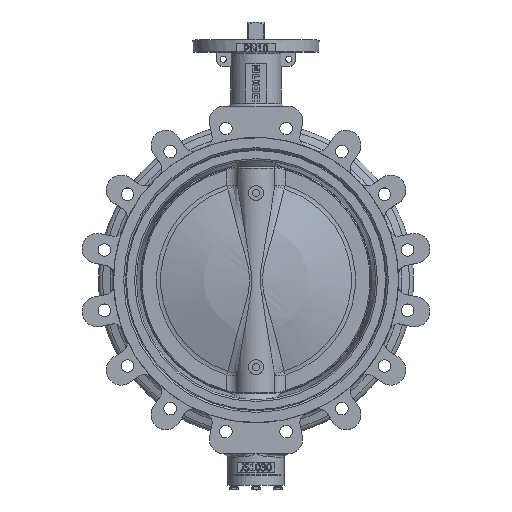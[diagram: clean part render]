
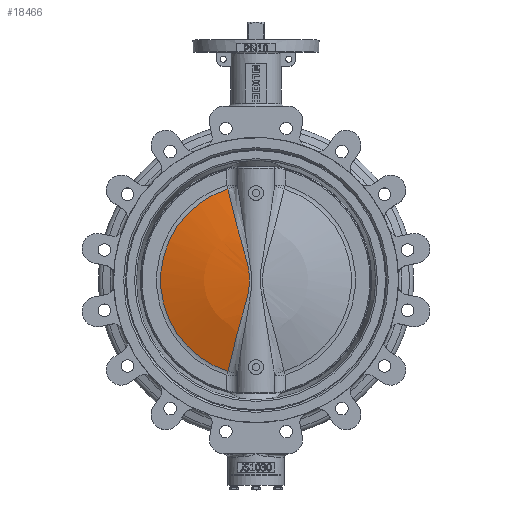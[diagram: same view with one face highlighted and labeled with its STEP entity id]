
A CAD part, top view. The second image highlights one B-rep face of the part: STEP entity #18466.
In plain terms, the highlighted spherical face has radius 475 mm.
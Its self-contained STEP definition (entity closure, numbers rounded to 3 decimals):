
#295=SPHERICAL_SURFACE('',#19701,475.);
#2767=B_SPLINE_CURVE_WITH_KNOTS('',3,(#29006,#29007,#29008,#29009,#29010,
#29011,#29012,#29013,#29014,#29015,#29016,#29017,#29018,#29019,#29020,#29021,
#29022,#29023,#29024,#29025,#29026,#29027,#29028,#29029,#29030,#29031,#29032,
#29033,#29034,#29035,#29036,#29037,#29038,#29039,#29040,#29041,#29042,#29043,
#29044,#29045,#29046,#29047,#29048,#29049,#29050,#29051,#29052,#29053,#29054,
#29055,#29056,#29057,#29058,#29059,#29060,#29061,#29062,#29063,#29064,#29065,
#29066,#29067,#29068,#29069,#29070,#29071,#29072,#29073,#29074,#29075,#29076,
#29077,#29078,#29079,#29080,#29081),.UNSPECIFIED.,.F.,.F.,(4,3,3,3,3,3,
3,3,3,3,3,3,3,3,3,3,3,3,3,3,3,3,3,3,3,4),(0.,0.125,0.188,0.25,0.313,0.344,
0.375,0.406,0.438,0.461,0.469,0.486,0.489,
0.5,0.516,0.531,0.555,0.563,0.594,0.625,0.656,0.688,
0.75,0.813,0.875,1.),.UNSPECIFIED.);
#4089=FACE_OUTER_BOUND('',#5183,.T.);
#5183=EDGE_LOOP('',(#12062,#12063));
#6432=CIRCLE('',#19702,158.849);
#7270=VERTEX_POINT('',#29003);
#7271=VERTEX_POINT('',#29004);
#9136=EDGE_CURVE('',#7270,#7271,#6432,.F.);
#9137=EDGE_CURVE('',#7271,#7270,#2767,.T.);
#12062=ORIENTED_EDGE('',*,*,#9136,.T.);
#12063=ORIENTED_EDGE('',*,*,#9137,.T.);
#18466=ADVANCED_FACE('',(#4089),#295,.T.);
#19701=AXIS2_PLACEMENT_3D('',#29002,#21730,#21731);
#19702=AXIS2_PLACEMENT_3D('',#29005,#21732,#21733);
#21730=DIRECTION('center_axis',(0.,0.,1.));
#21731=DIRECTION('ref_axis',(1.,0.,0.));
#21732=DIRECTION('center_axis',(0.,0.,-1.));
#21733=DIRECTION('ref_axis',(-1.,0.,0.));
#29002=CARTESIAN_POINT('Origin',(0.,0.,-441.));
#29003=CARTESIAN_POINT('',(-46.762,151.81,6.652));
#29004=CARTESIAN_POINT('',(-46.762,-151.81,6.652));
#29005=CARTESIAN_POINT('Origin',(0.,0.,6.652));
#29006=CARTESIAN_POINT('Ctrl Pts',(-46.762,-151.81,
6.652));
#29007=CARTESIAN_POINT('Ctrl Pts',(-44.424,-139.353,
11.12));
#29008=CARTESIAN_POINT('Ctrl Pts',(-41.563,-126.901,
15.039));
#29009=CARTESIAN_POINT('Ctrl Pts',(-38.373,-114.405,
18.417));
#29010=CARTESIAN_POINT('Ctrl Pts',(-36.778,-108.158,
20.106));
#29011=CARTESIAN_POINT('Ctrl Pts',(-35.1,-101.899,
21.66));
#29012=CARTESIAN_POINT('Ctrl Pts',(-33.362,-95.624,23.078));
#29013=CARTESIAN_POINT('Ctrl Pts',(-31.624,-89.348,
24.496));
#29014=CARTESIAN_POINT('Ctrl Pts',(-29.825,-83.056,
25.778));
#29015=CARTESIAN_POINT('Ctrl Pts',(-27.994,-76.74,
26.923));
#29016=CARTESIAN_POINT('Ctrl Pts',(-26.164,-70.424,
28.069));
#29017=CARTESIAN_POINT('Ctrl Pts',(-24.3,-64.083,
29.077));
#29018=CARTESIAN_POINT('Ctrl Pts',(-22.45,-57.706,
29.947));
#29019=CARTESIAN_POINT('Ctrl Pts',(-21.525,-54.518,
30.382));
#29020=CARTESIAN_POINT('Ctrl Pts',(-20.603,-51.318,
30.782));
#29021=CARTESIAN_POINT('Ctrl Pts',(-19.696,-48.111,31.147));
#29022=CARTESIAN_POINT('Ctrl Pts',(-18.79,-44.903,
31.511));
#29023=CARTESIAN_POINT('Ctrl Pts',(-17.898,-41.688,
31.84));
#29024=CARTESIAN_POINT('Ctrl Pts',(-17.039,-38.462,
32.134));
#29025=CARTESIAN_POINT('Ctrl Pts',(-16.179,-35.236,
32.427));
#29026=CARTESIAN_POINT('Ctrl Pts',(-15.351,-31.998,
32.684));
#29027=CARTESIAN_POINT('Ctrl Pts',(-14.581,-28.741,
32.905));
#29028=CARTESIAN_POINT('Ctrl Pts',(-13.812,-25.485,
33.127));
#29029=CARTESIAN_POINT('Ctrl Pts',(-13.101,-22.209,33.311));
#29030=CARTESIAN_POINT('Ctrl Pts',(-12.499,-18.924,
33.458));
#29031=CARTESIAN_POINT('Ctrl Pts',(-12.043,-16.44,
33.569));
#29032=CARTESIAN_POINT('Ctrl Pts',(-11.649,-13.948,
33.659));
#29033=CARTESIAN_POINT('Ctrl Pts',(-11.341,-11.445,
33.727));
#29034=CARTESIAN_POINT('Ctrl Pts',(-11.242,-10.637,
33.748));
#29035=CARTESIAN_POINT('Ctrl Pts',(-11.152,-9.828,
33.768));
#29036=CARTESIAN_POINT('Ctrl Pts',(-11.071,-9.018,
33.785));
#29037=CARTESIAN_POINT('Ctrl Pts',(-10.891,-7.202,
33.824));
#29038=CARTESIAN_POINT('Ctrl Pts',(-10.767,-5.361,
33.851));
#29039=CARTESIAN_POINT('Ctrl Pts',(-10.688,-3.545,
33.867));
#29040=CARTESIAN_POINT('Ctrl Pts',(-10.673,-3.201,
33.869));
#29041=CARTESIAN_POINT('Ctrl Pts',(-10.66,-2.856,
33.872));
#29042=CARTESIAN_POINT('Ctrl Pts',(-10.65,-2.508,
33.874));
#29043=CARTESIAN_POINT('Ctrl Pts',(-10.616,-1.338,
33.881));
#29044=CARTESIAN_POINT('Ctrl Pts',(-10.606,-0.165,
33.883));
#29045=CARTESIAN_POINT('Ctrl Pts',(-10.619,1.012,33.88));
#29046=CARTESIAN_POINT('Ctrl Pts',(-10.639,2.695,33.876));
#29047=CARTESIAN_POINT('Ctrl Pts',(-10.708,4.379,33.862));
#29048=CARTESIAN_POINT('Ctrl Pts',(-10.823,6.06,33.838));
#29049=CARTESIAN_POINT('Ctrl Pts',(-10.938,7.74,33.814));
#29050=CARTESIAN_POINT('Ctrl Pts',(-11.098,9.415,33.78));
#29051=CARTESIAN_POINT('Ctrl Pts',(-11.296,11.075,33.736));
#29052=CARTESIAN_POINT('Ctrl Pts',(-11.598,13.598,33.67));
#29053=CARTESIAN_POINT('Ctrl Pts',(-11.986,16.095,33.583));
#29054=CARTESIAN_POINT('Ctrl Pts',(-12.435,18.573,33.474));
#29055=CARTESIAN_POINT('Ctrl Pts',(-12.577,19.357,33.439));
#29056=CARTESIAN_POINT('Ctrl Pts',(-12.725,20.14,33.403));
#29057=CARTESIAN_POINT('Ctrl Pts',(-12.878,20.921,33.364));
#29058=CARTESIAN_POINT('Ctrl Pts',(-13.516,24.168,33.204));
#29059=CARTESIAN_POINT('Ctrl Pts',(-14.245,27.387,33.007));
#29060=CARTESIAN_POINT('Ctrl Pts',(-15.024,30.586,32.776));
#29061=CARTESIAN_POINT('Ctrl Pts',(-15.803,33.786,32.545));
#29062=CARTESIAN_POINT('Ctrl Pts',(-16.632,36.966,32.279));
#29063=CARTESIAN_POINT('Ctrl Pts',(-17.487,40.133,31.978));
#29064=CARTESIAN_POINT('Ctrl Pts',(-18.342,43.301,31.678));
#29065=CARTESIAN_POINT('Ctrl Pts',(-19.224,46.455,31.343));
#29066=CARTESIAN_POINT('Ctrl Pts',(-20.118,49.6,30.975));
#29067=CARTESIAN_POINT('Ctrl Pts',(-21.012,52.745,30.606));
#29068=CARTESIAN_POINT('Ctrl Pts',(-21.919,55.881,30.203));
#29069=CARTESIAN_POINT('Ctrl Pts',(-22.828,59.009,29.767));
#29070=CARTESIAN_POINT('Ctrl Pts',(-24.647,65.266,28.895));
#29071=CARTESIAN_POINT('Ctrl Pts',(-26.477,71.495,27.888));
#29072=CARTESIAN_POINT('Ctrl Pts',(-28.274,77.707,26.747));
#29073=CARTESIAN_POINT('Ctrl Pts',(-30.072,83.919,25.606));
#29074=CARTESIAN_POINT('Ctrl Pts',(-31.839,90.113,24.332));
#29075=CARTESIAN_POINT('Ctrl Pts',(-33.548,96.297,22.925));
#29076=CARTESIAN_POINT('Ctrl Pts',(-35.257,102.481,21.518));
#29077=CARTESIAN_POINT('Ctrl Pts',(-36.908,108.654,19.978));
#29078=CARTESIAN_POINT('Ctrl Pts',(-38.48,114.822,18.304));
#29079=CARTESIAN_POINT('Ctrl Pts',(-41.622,127.158,14.957));
#29080=CARTESIAN_POINT('Ctrl Pts',(-44.446,139.472,11.078));
#29081=CARTESIAN_POINT('Ctrl Pts',(-46.762,151.81,6.652));
